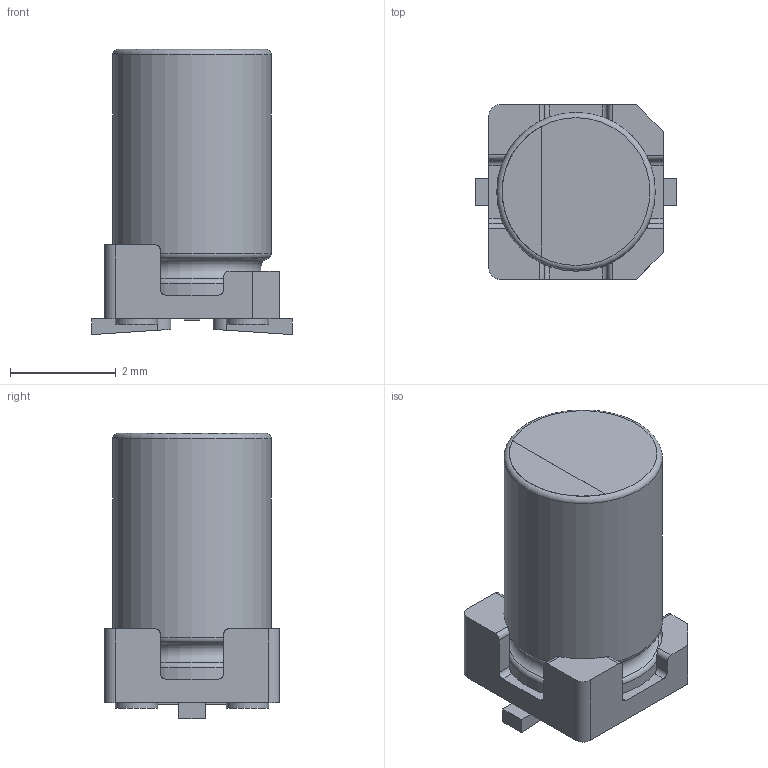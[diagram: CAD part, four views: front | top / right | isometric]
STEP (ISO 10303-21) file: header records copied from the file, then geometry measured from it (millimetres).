
FILE_DESCRIPTION(/* description */ (''),/* implementation_level */ '2;1');
FILE_NAME(/* name */ 'φ3x5.4.stp',/* time_stamp */ '2017-08-29T12:07:52+09:00',/* author */ (''),/* organization */ (''),/* preprocessor_version */ 'ST-DEVELOPER v16',/* originating_system */ 'SIEMENS PLM Software NX 11.0',/* authorisation */ '');
FILE_SCHEMA (('AUTOMOTIVE_DESIGN { 1 0 10303 214 3 1 1 1 }'));
Length unit declared in the file: millimetre
Products named in the file (1): φ3x5.4_igsstp用
Bounding box: 3.8 x 3.3 x 5.4 mm (x, y, z)
Volume: 39.5 mm3; surface area: 104 mm2
Topology: 5 solids, 5 shells, 81 faces, 196 edges, 130 vertices
Faces by surface type: plane 44, cylinder 33, torus 4
Full cylindrical faces by diameter (mm): 0.8 x4, 3 x2
Entity records: 2546 total; most frequent: CARTESIAN_POINT 536, DIRECTION 384, ORIENTED_EDGE 366, EDGE_CURVE 183, AXIS2_PLACEMENT_3D 135, VERTEX_POINT 127, LINE 114, VECTOR 114
